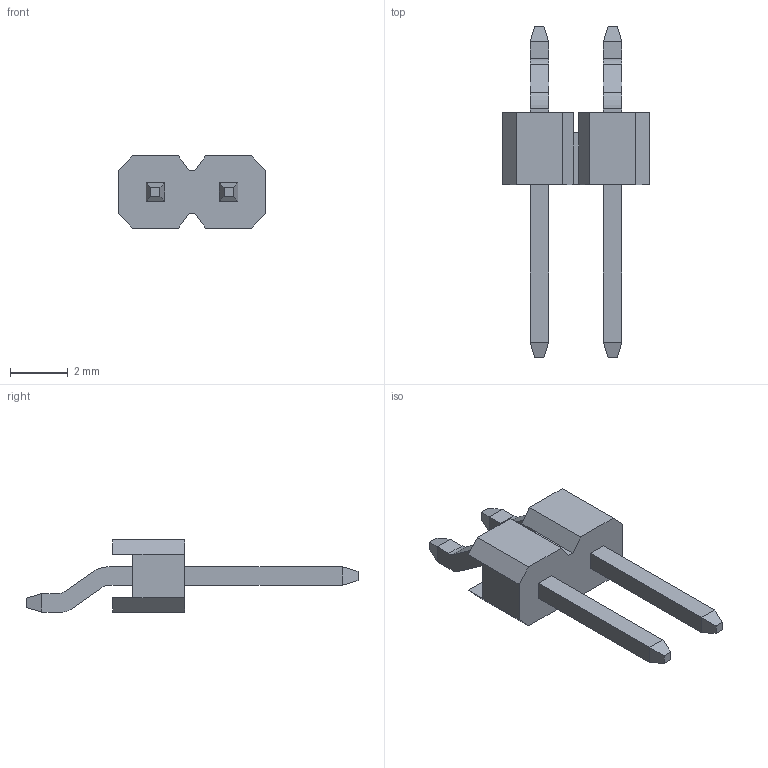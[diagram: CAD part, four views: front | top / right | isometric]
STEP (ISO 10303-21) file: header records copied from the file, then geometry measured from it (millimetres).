
FILE_DESCRIPTION(('STEP AP214'),'1');
FILE_NAME('pin_header_a-sl254-ea-g02mp1.stp','2017-04-01T08:34:32',('TraceParts'),('TraceParts S.A.'),'Spatial InterOp 3D',' ',' ');
FILE_SCHEMA(('automotive_design'));
Length unit declared in the file: millimetre
Products named in the file (1): pin_header_a-sl254-ea-g02mp1
Bounding box: 5.08 x 11.5 x 2.5 mm (x, y, z)
Volume: 31.6 mm3; surface area: 113.9 mm2
Topology: 1 solids, 1 shells, 78 faces, 192 edges, 120 vertices
Faces by surface type: plane 70, cylinder 8
Entity records: 2880 total; most frequent: CARTESIAN_POINT 391, ORIENTED_EDGE 384, DIRECTION 366, EDGE_CURVE 192, LINE 176, VECTOR 176, VERTEX_POINT 120, AXIS2_PLACEMENT_3D 95
